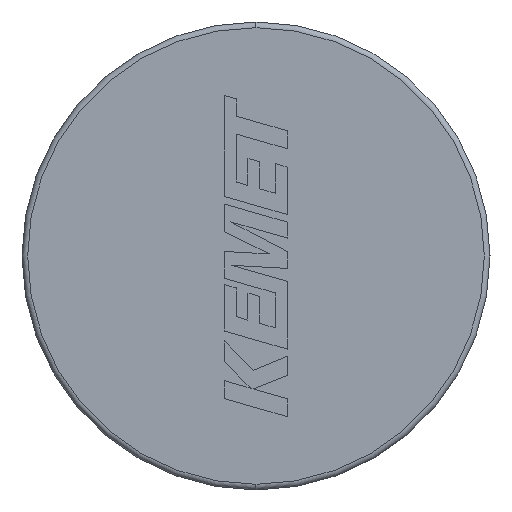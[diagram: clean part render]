
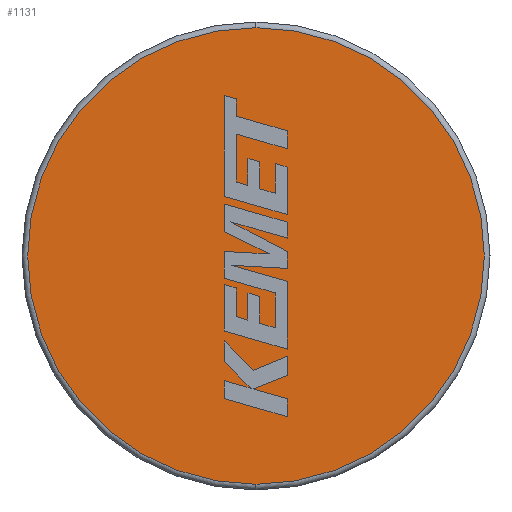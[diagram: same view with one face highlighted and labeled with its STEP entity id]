
A CAD part, left-side view. The second image highlights one B-rep face of the part: STEP entity #1131.
In plain terms, the highlighted planar face has unit normal (-1, 0, 0).
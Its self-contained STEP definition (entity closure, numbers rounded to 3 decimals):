
#400 = ORIENTED_EDGE ( 'NONE', *, *, #1642, .T. ) ;
#447 = VERTEX_POINT ( 'NONE', #1370 ) ;
#475 = EDGE_CURVE ( 'NONE', #1187, #447, #1734, .T. ) ;
#703 = CARTESIAN_POINT ( 'NONE',  ( 0., 0., 0. ) ) ;
#707 = FACE_OUTER_BOUND ( 'NONE', #1536, .T. ) ;
#726 = DIRECTION ( 'NONE',  ( 0., 0., -1. ) ) ;
#966 = DIRECTION ( 'NONE',  ( 0., 0., -1. ) ) ;
#1131 = ADVANCED_FACE ( 'NONE', ( #707 ), #1834, .F. ) ;
#1187 = VERTEX_POINT ( 'NONE', #2368 ) ;
#1370 = CARTESIAN_POINT ( 'NONE',  ( 0., 0., -8.05 ) ) ;
#1452 = DIRECTION ( 'NONE',  ( -1., 0., 0. ) ) ;
#1536 = EDGE_LOOP ( 'NONE', ( #400, #3186 ) ) ;
#1629 = CARTESIAN_POINT ( 'NONE',  ( 0., 0., 0. ) ) ;
#1642 = EDGE_CURVE ( 'NONE', #447, #1187, #2844, .T. ) ;
#1734 = CIRCLE ( 'NONE', #2668, 8.05 ) ;
#1834 = PLANE ( 'NONE',  #1865 ) ;
#1865 = AXIS2_PLACEMENT_3D ( 'NONE', #703, #2287, #726 ) ;
#2033 = DIRECTION ( 'NONE',  ( -1., 0., 0. ) ) ;
#2287 = DIRECTION ( 'NONE',  ( 1., 0., 0. ) ) ;
#2299 = CARTESIAN_POINT ( 'NONE',  ( 0., 0., 0. ) ) ;
#2368 = CARTESIAN_POINT ( 'NONE',  ( 0., 0., 8.05 ) ) ;
#2609 = AXIS2_PLACEMENT_3D ( 'NONE', #2299, #2033, #966 ) ;
#2668 = AXIS2_PLACEMENT_3D ( 'NONE', #1629, #1452, #2832 ) ;
#2832 = DIRECTION ( 'NONE',  ( 0., 0., -1. ) ) ;
#2844 = CIRCLE ( 'NONE', #2609, 8.05 ) ;
#3186 = ORIENTED_EDGE ( 'NONE', *, *, #475, .T. ) ;
